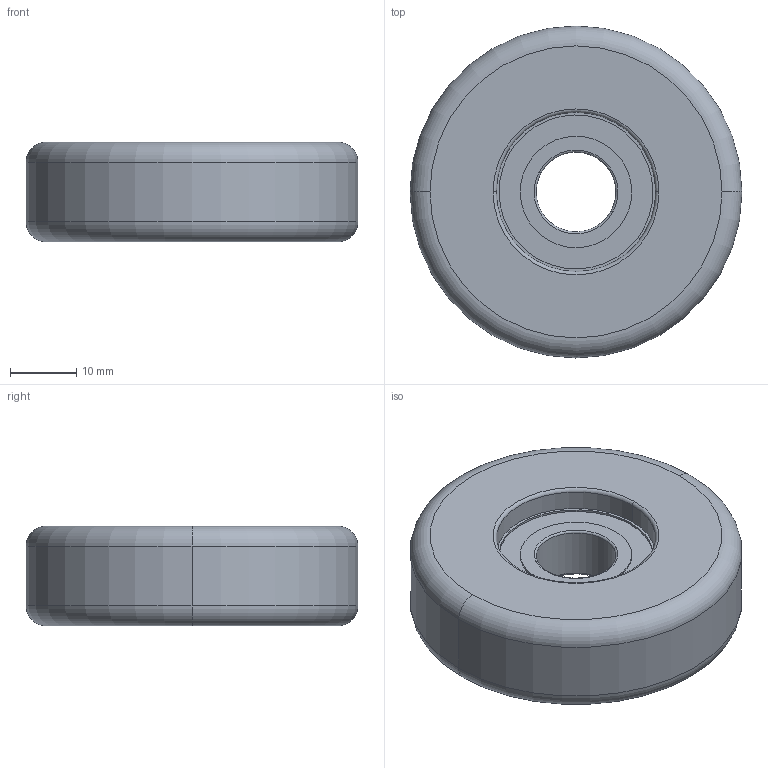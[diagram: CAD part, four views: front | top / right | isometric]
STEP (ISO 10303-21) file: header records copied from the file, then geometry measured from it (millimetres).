
FILE_DESCRIPTION (( 'STEP AP214' ), '1' );
FILE_NAME ('0025220.step', '2022-11-29T12:01:47', ( '' ), ( '' ), 'SwSTEP 2.0', 'SolidWorks 2020', '' );
FILE_SCHEMA (( 'AUTOMOTIVE_DESIGN' ));
Length unit declared in the file: millimetre
Products named in the file (1): 0025220
Bounding box: 50 x 50 x 15 mm (x, y, z)
Volume: 24271.3 mm3; surface area: 9948.3 mm2
Topology: 4 solids, 4 shells, 64 faces, 128 edges, 76 vertices
Faces by surface type: cylinder 28, torus 24, plane 12
Entity records: 2469 total; most frequent: DIRECTION 358, CARTESIAN_POINT 269, ORIENTED_EDGE 256, AXIS2_PLACEMENT_3D 165, EDGE_CURVE 128, CIRCLE 100, VERTEX_POINT 76, EDGE_LOOP 76
